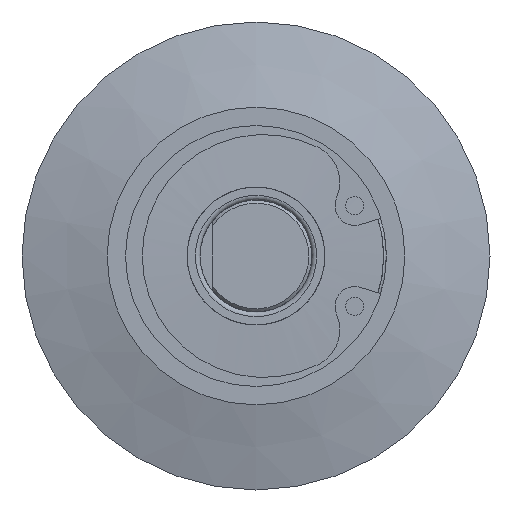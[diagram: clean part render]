
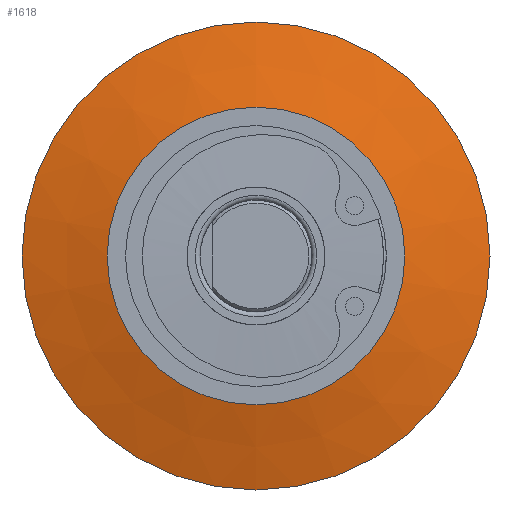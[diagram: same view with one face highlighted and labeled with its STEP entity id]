
A CAD part, left-side view. The second image highlights one B-rep face of the part: STEP entity #1618.
In plain terms, the highlighted conical face has half-angle 75 degrees and reference radius 12.687 mm.
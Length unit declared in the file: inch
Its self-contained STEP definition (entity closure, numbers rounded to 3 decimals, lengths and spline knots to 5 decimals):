
#41 = FACE_OUTER_BOUND ( 'NONE', #396, .T. ) ;
#318 = DIRECTION ( 'NONE',  ( 1., 0., 0. ) ) ;
#379 = ORIENTED_EDGE ( 'NONE', *, *, #457, .F. ) ;
#396 = EDGE_LOOP ( 'NONE', ( #924 ) ) ;
#413 = EDGE_CURVE ( 'NONE', #2263, #2263, #1511, .T. ) ;
#457 = EDGE_CURVE ( 'NONE', #3042, #3042, #817, .T. ) ;
#674 = CARTESIAN_POINT ( 'NONE',  ( 0.12, 0., 0. ) ) ;
#726 = AXIS2_PLACEMENT_3D ( 'NONE', #1279, #2291, #1975 ) ;
#806 = DIRECTION ( 'NONE',  ( 0., 0., -1. ) ) ;
#817 = CIRCLE ( 'NONE', #2564, 0.4995 ) ;
#924 = ORIENTED_EDGE ( 'NONE', *, *, #413, .T. ) ;
#1014 = DIRECTION ( 'NONE',  ( 0., 0., -1. ) ) ;
#1128 = AXIS2_PLACEMENT_3D ( 'NONE', #674, #318, #1014 ) ;
#1279 = CARTESIAN_POINT ( 'NONE',  ( 0.1965, 0., 0. ) ) ;
#1294 = CONICAL_SURFACE ( 'NONE', #726, 0.4995, 1.309 ) ;
#1511 = CIRCLE ( 'NONE', #1128, 0.785 ) ;
#1618 = ADVANCED_FACE ( 'NONE', ( #41, #3270 ), #1294, .T. ) ;
#1633 = EDGE_LOOP ( 'NONE', ( #379 ) ) ;
#1757 = DIRECTION ( 'NONE',  ( 1., 0., 0. ) ) ;
#1975 = DIRECTION ( 'NONE',  ( 0., 0., 1. ) ) ;
#2011 = CARTESIAN_POINT ( 'NONE',  ( 0.12, 0., -0.785 ) ) ;
#2263 = VERTEX_POINT ( 'NONE', #2011 ) ;
#2291 = DIRECTION ( 'NONE',  ( -1., 0., 0. ) ) ;
#2524 = CARTESIAN_POINT ( 'NONE',  ( 0.1965, 0., 0. ) ) ;
#2564 = AXIS2_PLACEMENT_3D ( 'NONE', #2524, #1757, #806 ) ;
#2832 = CARTESIAN_POINT ( 'NONE',  ( 0.1965, 0., -0.4995 ) ) ;
#3042 = VERTEX_POINT ( 'NONE', #2832 ) ;
#3270 = FACE_BOUND ( 'NONE', #1633, .T. ) ;
